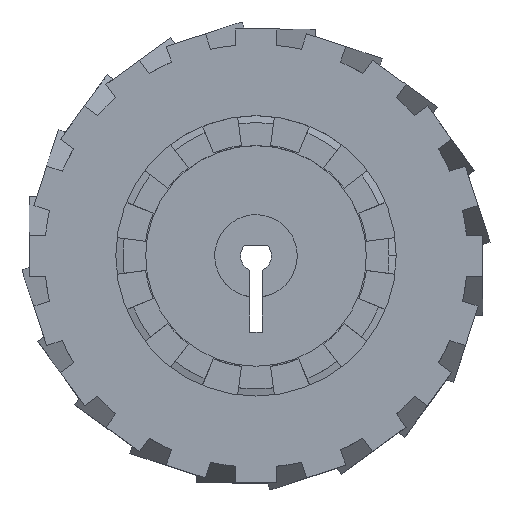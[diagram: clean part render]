
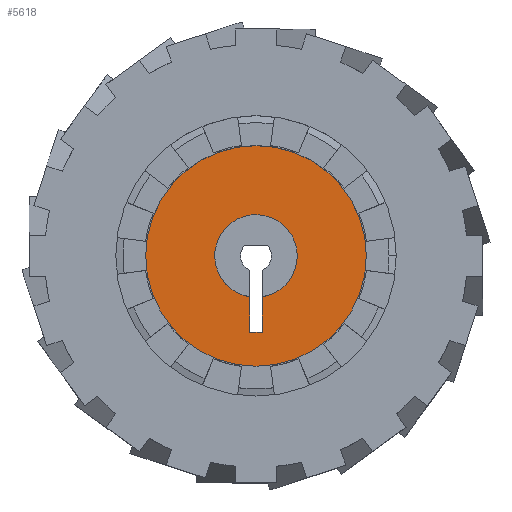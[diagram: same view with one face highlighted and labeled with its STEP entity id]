
A CAD part, top view. The second image highlights one B-rep face of the part: STEP entity #5618.
In plain terms, the highlighted planar face has unit normal (0, 0, 1).
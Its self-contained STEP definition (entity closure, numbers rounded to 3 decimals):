
#5408 = VERTEX_POINT('',#5409);
#5409 = CARTESIAN_POINT('',(-0.6,-7.375,1.5));
#5415 = EDGE_CURVE('',#5416,#5408,#5418,.T.);
#5416 = VERTEX_POINT('',#5417);
#5417 = CARTESIAN_POINT('',(-0.6,-3.955,1.5));
#5418 = LINE('',#5419,#5420);
#5419 = CARTESIAN_POINT('',(-0.6,-0.687,1.5));
#5420 = VECTOR('',#5421,1.);
#5421 = DIRECTION('',(0.,-1.,0.));
#5437 = EDGE_CURVE('',#5408,#5438,#5440,.T.);
#5438 = VERTEX_POINT('',#5439);
#5439 = CARTESIAN_POINT('',(0.6,-7.375,1.5));
#5440 = LINE('',#5441,#5442);
#5441 = CARTESIAN_POINT('',(-0.3,-7.375,1.5));
#5442 = VECTOR('',#5443,1.);
#5443 = DIRECTION('',(1.,0.,0.));
#5472 = VERTEX_POINT('',#5473);
#5473 = CARTESIAN_POINT('',(0.6,-3.955,1.5));
#5479 = EDGE_CURVE('',#5438,#5472,#5480,.T.);
#5480 = LINE('',#5481,#5482);
#5481 = CARTESIAN_POINT('',(0.6,-3.687,1.5));
#5482 = VECTOR('',#5483,1.);
#5483 = DIRECTION('',(0.,1.,0.));
#5597 = EDGE_CURVE('',#5598,#5416,#5600,.T.);
#5598 = VERTEX_POINT('',#5599);
#5599 = CARTESIAN_POINT('',(4.,0.,1.5));
#5600 = CIRCLE('',#5601,4.);
#5601 = AXIS2_PLACEMENT_3D('',#5602,#5603,#5604);
#5602 = CARTESIAN_POINT('',(0.,0.,1.5));
#5603 = DIRECTION('',(0.,0.,1.));
#5604 = DIRECTION('',(1.,0.,0.));
#5618 = ADVANCED_FACE('',(#5619,#5630),#5643,.T.);
#5619 = FACE_BOUND('',#5620,.T.);
#5620 = EDGE_LOOP('',(#5621));
#5621 = ORIENTED_EDGE('',*,*,#5622,.T.);
#5622 = EDGE_CURVE('',#5623,#5623,#5625,.T.);
#5623 = VERTEX_POINT('',#5624);
#5624 = CARTESIAN_POINT('',(10.8,0.,1.5));
#5625 = CIRCLE('',#5626,10.8);
#5626 = AXIS2_PLACEMENT_3D('',#5627,#5628,#5629);
#5627 = CARTESIAN_POINT('',(0.,0.,1.5));
#5628 = DIRECTION('',(0.,0.,1.));
#5629 = DIRECTION('',(1.,0.,0.));
#5630 = FACE_BOUND('',#5631,.T.);
#5631 = EDGE_LOOP('',(#5632,#5633,#5640,#5641,#5642));
#5632 = ORIENTED_EDGE('',*,*,#5597,.F.);
#5633 = ORIENTED_EDGE('',*,*,#5634,.F.);
#5634 = EDGE_CURVE('',#5472,#5598,#5635,.T.);
#5635 = CIRCLE('',#5636,4.);
#5636 = AXIS2_PLACEMENT_3D('',#5637,#5638,#5639);
#5637 = CARTESIAN_POINT('',(0.,0.,1.5));
#5638 = DIRECTION('',(0.,0.,1.));
#5639 = DIRECTION('',(1.,0.,0.));
#5640 = ORIENTED_EDGE('',*,*,#5479,.F.);
#5641 = ORIENTED_EDGE('',*,*,#5437,.F.);
#5642 = ORIENTED_EDGE('',*,*,#5415,.F.);
#5643 = PLANE('',#5644);
#5644 = AXIS2_PLACEMENT_3D('',#5645,#5646,#5647);
#5645 = CARTESIAN_POINT('',(0.,0.,1.5));
#5646 = DIRECTION('',(0.,0.,1.));
#5647 = DIRECTION('',(1.,0.,0.));
